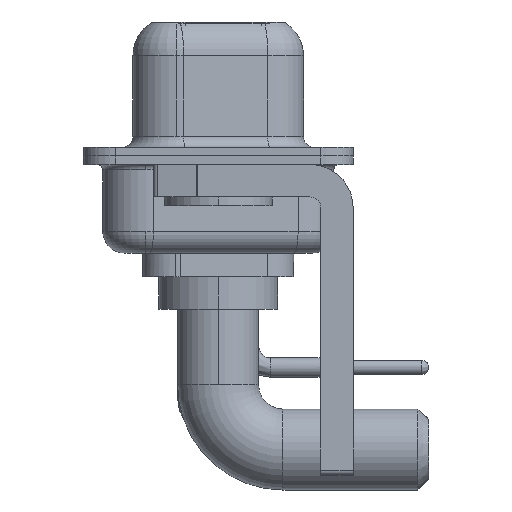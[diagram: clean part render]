
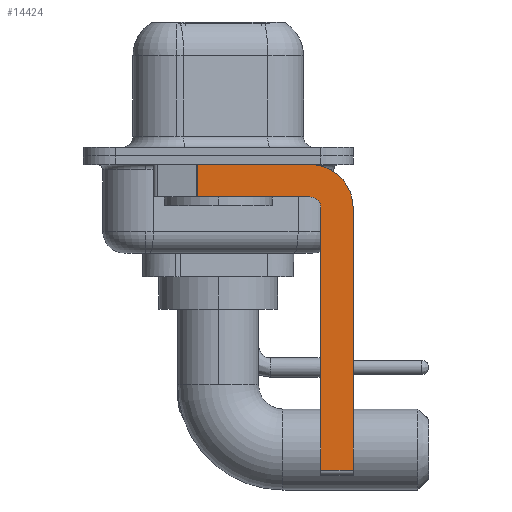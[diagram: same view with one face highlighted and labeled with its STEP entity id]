
A CAD part, left-side view. The second image highlights one B-rep face of the part: STEP entity #14424.
In plain terms, the highlighted planar face has unit normal (-1, 0, 0).
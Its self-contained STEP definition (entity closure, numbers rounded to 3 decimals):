
#334 = DIRECTION ( 'NONE',  ( 0., 1., 0. ) ) ;
#543 = DIRECTION ( 'NONE',  ( 0., 0., -1. ) ) ;
#812 = CARTESIAN_POINT ( 'NONE',  ( -2.9, -4.75, -14.8 ) ) ;
#1321 = DIRECTION ( 'NONE',  ( 1., 0., 0. ) ) ;
#1331 = VECTOR ( 'NONE', #3685, 1000. ) ;
#1909 = ORIENTED_EDGE ( 'NONE', *, *, #11098, .F. ) ;
#2244 = EDGE_LOOP ( 'NONE', ( #2257, #15501, #1909, #12278, #12938, #10962, #14990, #14686 ) ) ;
#2257 = ORIENTED_EDGE ( 'NONE', *, *, #4053, .F. ) ;
#2436 = EDGE_CURVE ( 'NONE', #4339, #11702, #15271, .T. ) ;
#3009 = CARTESIAN_POINT ( 'NONE',  ( -2.9, -4.25, -2.4 ) ) ;
#3010 = VECTOR ( 'NONE', #9454, 1000. ) ;
#3609 = EDGE_CURVE ( 'NONE', #4339, #6943, #7683, .T. ) ;
#3685 = DIRECTION ( 'NONE',  ( 0., 0., -1. ) ) ;
#4053 = EDGE_CURVE ( 'NONE', #10647, #8877, #13357, .T. ) ;
#4339 = VERTEX_POINT ( 'NONE', #12724 ) ;
#4808 = LINE ( 'NONE', #14042, #14509 ) ;
#5027 = LINE ( 'NONE', #14801, #1331 ) ;
#5130 = CARTESIAN_POINT ( 'NONE',  ( -2.9, 3., -0.4 ) ) ;
#5865 = EDGE_CURVE ( 'NONE', #6943, #8895, #16523, .T. ) ;
#6943 = VERTEX_POINT ( 'NONE', #13015 ) ;
#7683 = LINE ( 'NONE', #812, #10152 ) ;
#7778 = CARTESIAN_POINT ( 'NONE',  ( -2.9, -4.25, -2.4 ) ) ;
#7950 = DIRECTION ( 'NONE',  ( -1., 0., 0. ) ) ;
#8131 = DIRECTION ( 'NONE',  ( 0., 0., 1. ) ) ;
#8877 = VERTEX_POINT ( 'NONE', #16549 ) ;
#8895 = VERTEX_POINT ( 'NONE', #9750 ) ;
#9454 = DIRECTION ( 'NONE',  ( 0., -1., 0. ) ) ;
#9556 = DIRECTION ( 'NONE',  ( 0., 0., -1. ) ) ;
#9750 = CARTESIAN_POINT ( 'NONE',  ( -2.9, -4.25, -1.9 ) ) ;
#10152 = VECTOR ( 'NONE', #14404, 1000. ) ;
#10647 = VERTEX_POINT ( 'NONE', #16283 ) ;
#10788 = CARTESIAN_POINT ( 'NONE',  ( -2.9, -4.25, -14.55 ) ) ;
#10794 = PLANE ( 'NONE',  #11409 ) ;
#10962 = ORIENTED_EDGE ( 'NONE', *, *, #2436, .T. ) ;
#10985 = VERTEX_POINT ( 'NONE', #17662 ) ;
#11033 = LINE ( 'NONE', #15171, #16143 ) ;
#11098 = EDGE_CURVE ( 'NONE', #8895, #14680, #11033, .T. ) ;
#11409 = AXIS2_PLACEMENT_3D ( 'NONE', #14750, #16257, #14565 ) ;
#11477 = EDGE_CURVE ( 'NONE', #10985, #11702, #5027, .T. ) ;
#11702 = VERTEX_POINT ( 'NONE', #12629 ) ;
#11927 = AXIS2_PLACEMENT_3D ( 'NONE', #7778, #7950, #8131 ) ;
#11937 = AXIS2_PLACEMENT_3D ( 'NONE', #3009, #1321, #9556 ) ;
#12278 = ORIENTED_EDGE ( 'NONE', *, *, #5865, .F. ) ;
#12324 = EDGE_CURVE ( 'NONE', #10647, #14680, #4808, .T. ) ;
#12608 = EDGE_CURVE ( 'NONE', #8877, #10985, #13954, .T. ) ;
#12629 = CARTESIAN_POINT ( 'NONE',  ( -2.9, -6.25, -14.55 ) ) ;
#12724 = CARTESIAN_POINT ( 'NONE',  ( -2.9, -4.75, -14.55 ) ) ;
#12747 = CARTESIAN_POINT ( 'NONE',  ( -2.9, 0.978, -1.9 ) ) ;
#12938 = ORIENTED_EDGE ( 'NONE', *, *, #3609, .F. ) ;
#13015 = CARTESIAN_POINT ( 'NONE',  ( -2.9, -4.75, -2.4 ) ) ;
#13357 = LINE ( 'NONE', #5130, #14753 ) ;
#13954 = CIRCLE ( 'NONE', #11937, 2. ) ;
#14042 = CARTESIAN_POINT ( 'NONE',  ( -2.9, 0.978, -1.9 ) ) ;
#14112 = FACE_OUTER_BOUND ( 'NONE', #2244, .T. ) ;
#14404 = DIRECTION ( 'NONE',  ( 0., 0., 1. ) ) ;
#14424 = ADVANCED_FACE ( 'NONE', ( #14112 ), #10794, .F. ) ;
#14509 = VECTOR ( 'NONE', #543, 1000. ) ;
#14565 = DIRECTION ( 'NONE',  ( 0., 0., -1. ) ) ;
#14680 = VERTEX_POINT ( 'NONE', #12747 ) ;
#14686 = ORIENTED_EDGE ( 'NONE', *, *, #12608, .F. ) ;
#14750 = CARTESIAN_POINT ( 'NONE',  ( -2.9, -4.25, -2.4 ) ) ;
#14753 = VECTOR ( 'NONE', #14815, 1000. ) ;
#14801 = CARTESIAN_POINT ( 'NONE',  ( -2.9, -6.25, -2.4 ) ) ;
#14815 = DIRECTION ( 'NONE',  ( 0., -1., 0. ) ) ;
#14990 = ORIENTED_EDGE ( 'NONE', *, *, #11477, .F. ) ;
#15171 = CARTESIAN_POINT ( 'NONE',  ( -2.9, -4.25, -1.9 ) ) ;
#15271 = LINE ( 'NONE', #10788, #3010 ) ;
#15501 = ORIENTED_EDGE ( 'NONE', *, *, #12324, .T. ) ;
#16143 = VECTOR ( 'NONE', #334, 1000. ) ;
#16257 = DIRECTION ( 'NONE',  ( 1., 0., 0. ) ) ;
#16283 = CARTESIAN_POINT ( 'NONE',  ( -2.9, 0.978, -0.4 ) ) ;
#16523 = CIRCLE ( 'NONE', #11927, 0.5 ) ;
#16549 = CARTESIAN_POINT ( 'NONE',  ( -2.9, -4.25, -0.4 ) ) ;
#17662 = CARTESIAN_POINT ( 'NONE',  ( -2.9, -6.25, -2.4 ) ) ;
